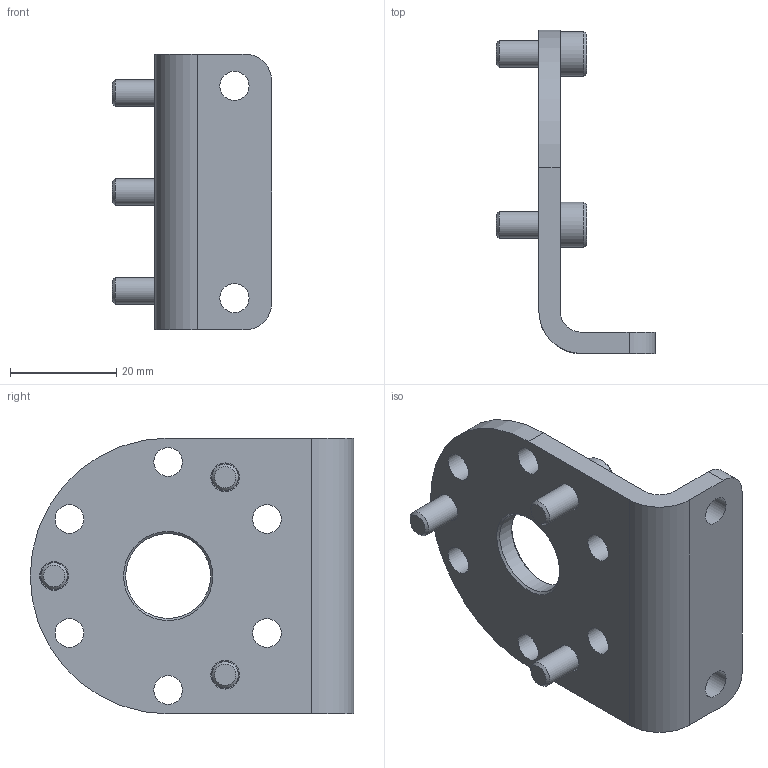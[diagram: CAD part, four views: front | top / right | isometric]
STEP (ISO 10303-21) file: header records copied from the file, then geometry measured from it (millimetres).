
FILE_DESCRIPTION(/* description */ ('STEP AP214'),/* implementation_level */ '2;1');
FILE_NAME(/* name */ '3371843_DAMH-Q12-16',/* time_stamp */ '2024-08-07T07:52:02+02:00',/* author */ ('License CC BY-ND 4.0'),/* organization */ ('CADENAS'),/* preprocessor_version */ 'ST-DEVELOPER v19.3',/* originating_system */ 'PARTsolutions',/* authorisation */ ' ');
FILE_SCHEMA (('AUTOMOTIVE_DESIGN {1 0 10303 214 3 1 1}'));
Length unit declared in the file: millimetre
Products named in the file (3): 3371843 DAMH-Q12-16---(0); 2973605 DAMH-Q12-16---(0)_q; DIN-912 - M5x12(F)
Assembly tree (4 placements, depth 2):
  3371843 DAMH-Q12-16---(0)
    2973605 DAMH-Q12-16---(0)_q
    DIN-912 - M5x12(F)  x3
Bounding box: 30 x 61 x 52 mm (x, y, z)
Volume: 14289.6 mm3; surface area: 9649.5 mm2
Topology: 4 solids, 4 shells, 110 faces, 229 edges, 130 vertices
Faces by surface type: plane 52, cone 35, cylinder 23
Full cylindrical faces by diameter (mm): 5 x3, 5.4 x9, 5.5 x2, 8.5 x3, 16 x1
Entity records: 1543 total; most frequent: DIRECTION 268, CARTESIAN_POINT 256, ORIENTED_EDGE 200, AXIS2_PLACEMENT_3D 115, FACE_BOUND 101, EDGE_CURVE 100, EDGE_LOOP 100, VERTEX_POINT 73
